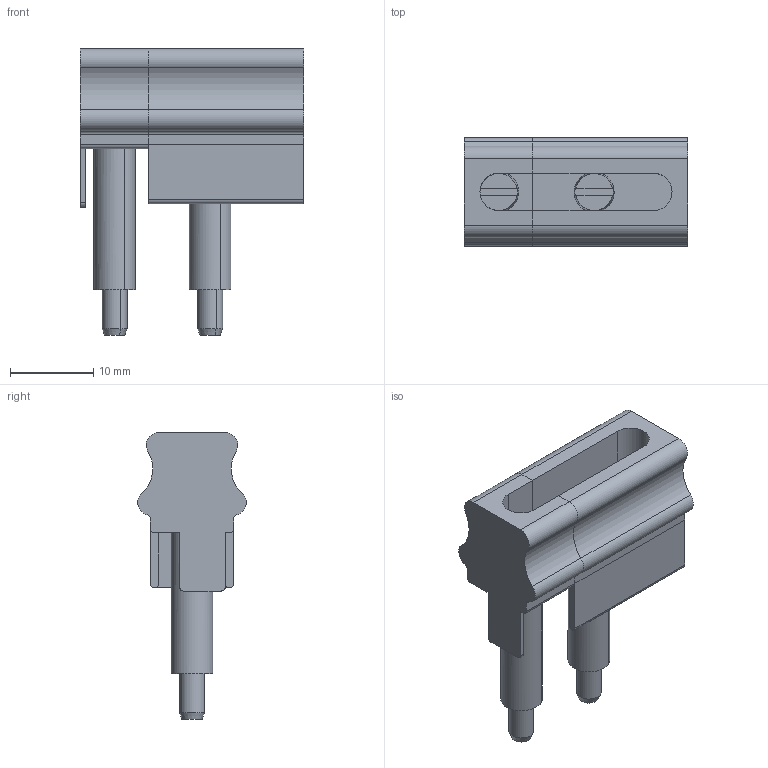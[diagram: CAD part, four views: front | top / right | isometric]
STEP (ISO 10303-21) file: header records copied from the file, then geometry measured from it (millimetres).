
FILE_DESCRIPTION(('CATIA V5 STEP Exchange','CAx-IF Rec.Pracs.--- Model Styling and Organization---1.4--- 2014-01-23'),'2;1');
FILE_NAME ('005550-6_1', '2021-12-06T13:42:25+00:00', ('none'), ('Weidmueller'), 'CATIA Version 5-6 Release 2016 SP3 HF44', 'CATIA V5 STEP AP214', 'none');
FILE_SCHEMA(('AUTOMOTIVE_DESIGN { 1 0 10303 214 1 1 1 1 }'));
Length unit declared in the file: millimetre
Products named in the file (1): 1072500000
Bounding box: 26.85 x 13 x 34.4 mm (x, y, z)
Volume: 3714.5 mm3; surface area: 4467.7 mm2
Topology: 6 solids, 6 shells, 111 faces, 269 edges, 172 vertices
Faces by surface type: plane 46, cylinder 45, cone 20
Entity records: 3257 total; most frequent: CARTESIAN_POINT 640, ORIENTED_EDGE 538, DIRECTION 460, EDGE_CURVE 269, AXIS2_PLACEMENT_3D 213, VERTEX_POINT 172, VECTOR 145, LINE 145
